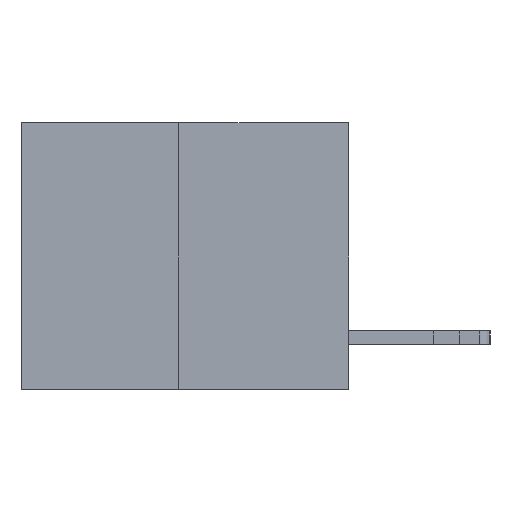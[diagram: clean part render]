
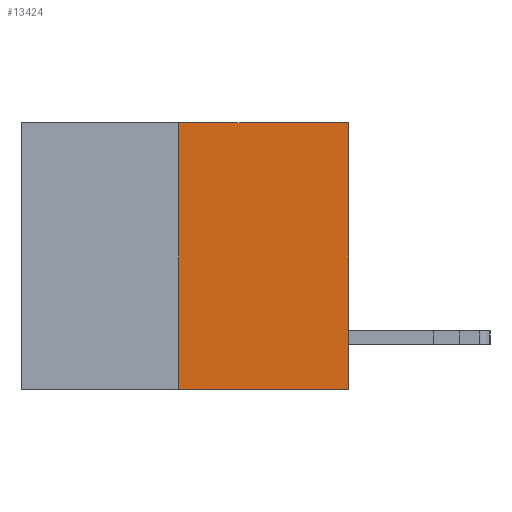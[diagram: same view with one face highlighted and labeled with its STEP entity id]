
A CAD part, left-side view. The second image highlights one B-rep face of the part: STEP entity #13424.
In plain terms, the highlighted planar face has unit normal (-1, 0, 0).
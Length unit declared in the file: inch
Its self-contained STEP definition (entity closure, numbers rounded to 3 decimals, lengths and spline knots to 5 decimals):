
#747 = VECTOR ( 'NONE', #24886, 39.37008 ) ;
#3139 = VECTOR ( 'NONE', #25797, 39.37008 ) ;
#3907 = CARTESIAN_POINT ( 'NONE',  ( 0., 0.312, -0.49 ) ) ;
#4018 = CARTESIAN_POINT ( 'NONE',  ( 0., 0.6, -0.49 ) ) ;
#4700 = DIRECTION ( 'NONE',  ( 0., -1., 0. ) ) ;
#5067 = VERTEX_POINT ( 'NONE', #12868 ) ;
#5379 = VERTEX_POINT ( 'NONE', #3907 ) ;
#5753 = VERTEX_POINT ( 'NONE', #19631 ) ;
#6896 = PLANE ( 'NONE',  #14155 ) ;
#9018 = DIRECTION ( 'NONE',  ( 1., 0., 0. ) ) ;
#9387 = ORIENTED_EDGE ( 'NONE', *, *, #18303, .T. ) ;
#9959 = EDGE_CURVE ( 'NONE', #5067, #14738, #26879, .T. ) ;
#11066 = CARTESIAN_POINT ( 'NONE',  ( 0., 0.312, -0.49 ) ) ;
#11129 = CARTESIAN_POINT ( 'NONE',  ( 0., 0.6, 0. ) ) ;
#11220 = ORIENTED_EDGE ( 'NONE', *, *, #22245, .F. ) ;
#12868 = CARTESIAN_POINT ( 'NONE',  ( 0., 0., -0.49 ) ) ;
#13424 = ADVANCED_FACE ( 'NONE', ( #21869 ), #6896, .F. ) ;
#14155 = AXIS2_PLACEMENT_3D ( 'NONE', #21655, #9018, #21928 ) ;
#14738 = VERTEX_POINT ( 'NONE', #17473 ) ;
#16224 = EDGE_LOOP ( 'NONE', ( #11220, #9387, #26728, #17808 ) ) ;
#16784 = CARTESIAN_POINT ( 'NONE',  ( 0., 0., 0. ) ) ;
#17473 = CARTESIAN_POINT ( 'NONE',  ( 0., 0., 0. ) ) ;
#17808 = ORIENTED_EDGE ( 'NONE', *, *, #27141, .F. ) ;
#18303 = EDGE_CURVE ( 'NONE', #5379, #5067, #25116, .T. ) ;
#19631 = CARTESIAN_POINT ( 'NONE',  ( 0., 0.312, 0. ) ) ;
#20255 = LINE ( 'NONE', #11066, #3139 ) ;
#20426 = VECTOR ( 'NONE', #4700, 39.37008 ) ;
#21087 = LINE ( 'NONE', #11129, #20426 ) ;
#21655 = CARTESIAN_POINT ( 'NONE',  ( 0., 0.6, 0. ) ) ;
#21869 = FACE_OUTER_BOUND ( 'NONE', #16224, .T. ) ;
#21928 = DIRECTION ( 'NONE',  ( 0., 0., -1. ) ) ;
#22245 = EDGE_CURVE ( 'NONE', #5379, #5753, #20255, .T. ) ;
#23056 = DIRECTION ( 'NONE',  ( 0., 0., 1. ) ) ;
#24886 = DIRECTION ( 'NONE',  ( 0., -1., 0. ) ) ;
#25116 = LINE ( 'NONE', #4018, #747 ) ;
#25538 = VECTOR ( 'NONE', #23056, 39.37008 ) ;
#25797 = DIRECTION ( 'NONE',  ( 0., 0., 1. ) ) ;
#26728 = ORIENTED_EDGE ( 'NONE', *, *, #9959, .T. ) ;
#26879 = LINE ( 'NONE', #16784, #25538 ) ;
#27141 = EDGE_CURVE ( 'NONE', #5753, #14738, #21087, .T. ) ;
